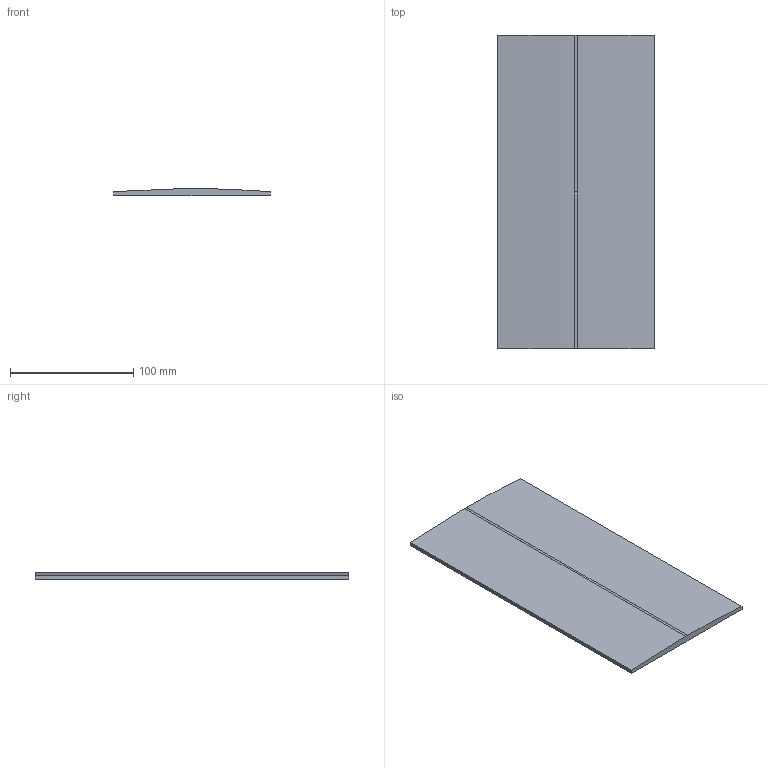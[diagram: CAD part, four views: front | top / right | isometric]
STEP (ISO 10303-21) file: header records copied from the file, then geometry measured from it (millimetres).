
FILE_DESCRIPTION(/* description */ (''),/* implementation_level */ '2;1');
FILE_NAME(/* name */ 'double lane road with single line',/* time_stamp */ '2024-12-29T14:15:27-05:00',/* author */ (''),/* organization */ (''),/* preprocessor_version */ 'ST-DEVELOPER v19.2',/* originating_system */ 'Rhino 8.14',/* authorisation */ '');
FILE_SCHEMA (('CONFIG_CONTROL_DESIGN'));
Length unit declared in the file: inch
Products named in the file (1): Document
Bounding box: 127 x 254 x 5.74 mm (x, y, z)
Volume: 157065.8 mm3; surface area: 68488.1 mm2
Topology: 2 solids, 2 shells, 16 faces, 32 edges, 20 vertices
Faces by surface type: plane 15, cylinder 1
Entity records: 469 total; most frequent: CARTESIAN_POINT 129, ORIENTED_EDGE 64, EDGE_CURVE 32, B_SPLINE_CURVE_WITH_KNOTS 32, VERTEX_POINT 20, DIRECTION 20, AXIS2_PLACEMENT_3D 18, ADVANCED_FACE 16
